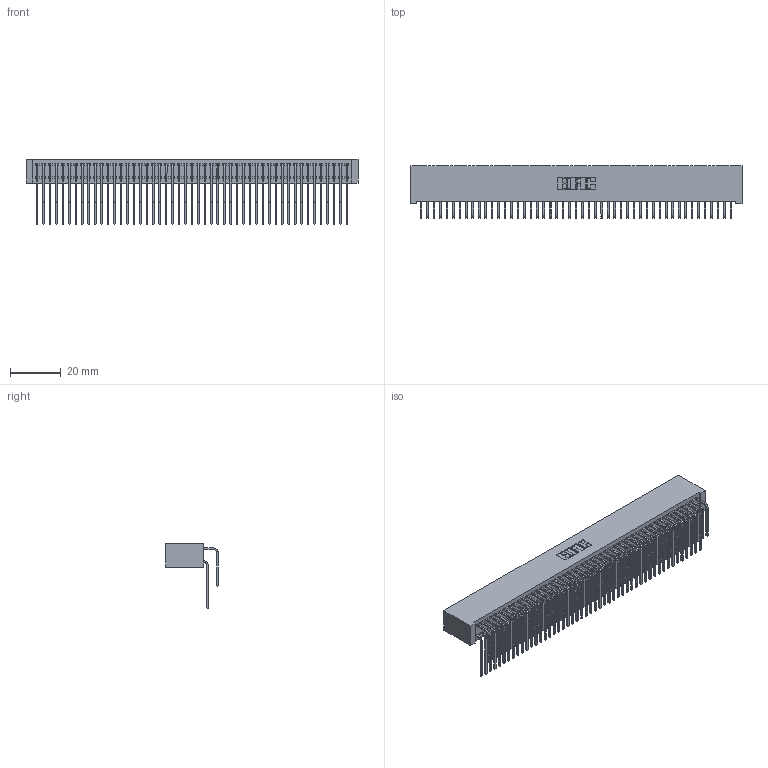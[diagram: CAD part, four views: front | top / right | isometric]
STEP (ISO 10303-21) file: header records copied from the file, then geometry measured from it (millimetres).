
FILE_DESCRIPTION (( 'STEP AP203' ), '1' );
FILE_NAME ('392-098-559-201.STEP', '2018-08-18T11:22:43', ( '' ), ( '' ), 'SwSTEP 2.0', 'SolidWorks 2016', '' );
FILE_SCHEMA (( 'CONFIG_CONTROL_DESIGN' ));
Length unit declared in the file: inch
Products named in the file (4): 342 Part_Lugless; 345-292-001_558 559 Tail - 1; 345-292-001_559 Tail - 2; 392-098-559-201
Assembly tree (99 placements, depth 2):
  392-098-559-201
    342 Part_Lugless
    345-292-001_558 559 Tail - 1  x49
    345-292-001_559 Tail - 2  x49
Bounding box: 130.71 x 20.64 x 25.78 mm (x, y, z)
Volume: 12782.1 mm3; surface area: 23982.2 mm2
Topology: 99 solids, 99 shells, 5394 faces, 16053 edges, 10570 vertices
Faces by surface type: plane 3786, cylinder 1608
Entity records: 31993 total; most frequent: CARTESIAN_POINT 5341, ORIENTED_EDGE 5226, DIRECTION 4525, EDGE_CURVE 2613, VECTOR 2453, LINE 2453, VERTEX_POINT 1738, AXIS2_PLACEMENT_3D 1036
